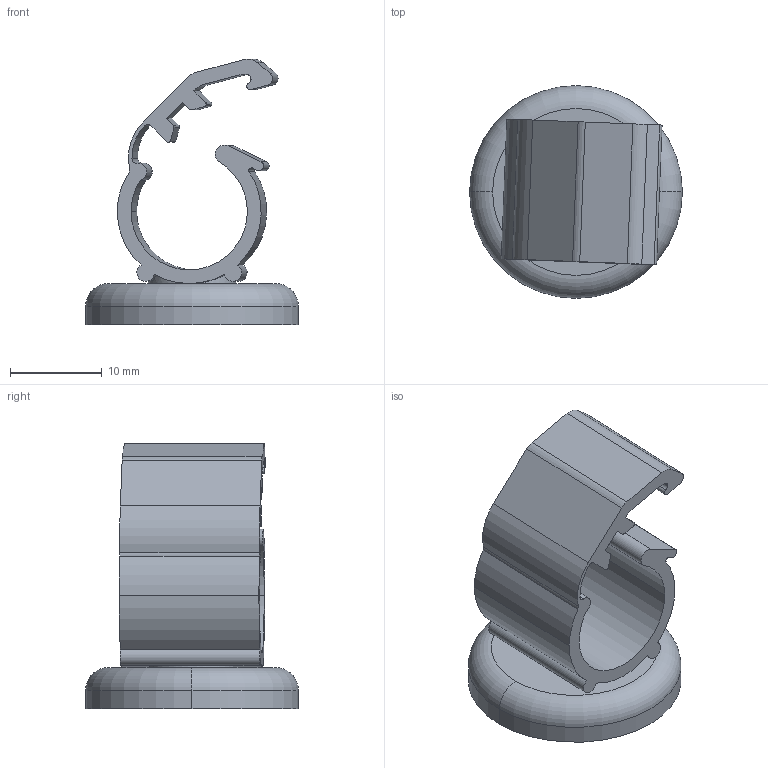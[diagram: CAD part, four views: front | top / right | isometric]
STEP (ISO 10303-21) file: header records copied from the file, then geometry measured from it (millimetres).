
FILE_DESCRIPTION (( 'STEP AP203' ), '1' );
FILE_NAME ('62450.STEP', '2022-11-16T21:40:44', ( '' ), ( '' ), 'SwSTEP 2.0', 'SolidWorks 2021', '' );
FILE_SCHEMA (( 'CONFIG_CONTROL_DESIGN' ));
Length unit declared in the file: millimetre
Products named in the file (5): 82001; 82001 CUP; 62449_Welded; 82001 MAGNET; 62450
Assembly tree (4 placements, depth 3):
  62450
    82001
      82001 CUP
      82001 MAGNET
    62449_Welded
Bounding box: 23.2 x 23.2 x 28.97 mm (x, y, z)
Volume: 2962 mm3; surface area: 4176.7 mm2
Topology: 3 solids, 3 shells, 95 faces, 241 edges, 154 vertices
Faces by surface type: cylinder 52, plane 25, torus 14, cone 4
Entity records: 3530 total; most frequent: CARTESIAN_POINT 598, DIRECTION 573, ORIENTED_EDGE 482, EDGE_CURVE 241, AXIS2_PLACEMENT_3D 235, VERTEX_POINT 154, CIRCLE 132, LINE 103
